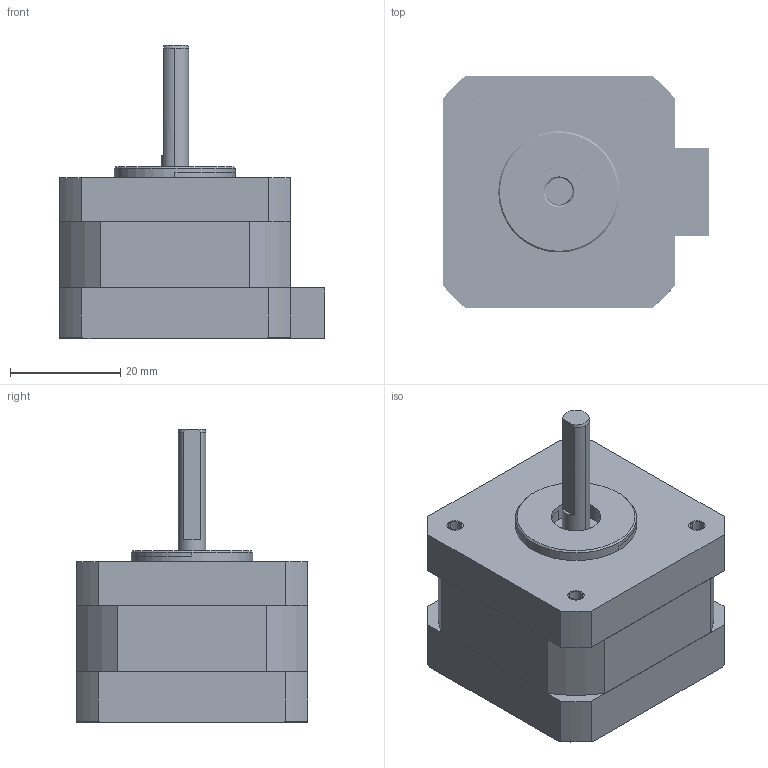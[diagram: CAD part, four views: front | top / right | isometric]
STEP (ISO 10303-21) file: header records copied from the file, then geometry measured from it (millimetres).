
FILE_DESCRIPTION((''),'2;1');
FILE_NAME('MT17HE12003M402_ASM','2023-06-07T10:56:37',('Edison'),(''),'CREO PARAMETRIC BY PTC INC, 2017260','CREO PARAMETRIC BY PTC INC, 2017260','');
FILE_SCHEMA(('CONFIG_CONTROL_DESIGN'));
Products named in the file (9): ST17-120_1_1; FE17-00001_1_1; RE17-00002_2_1; 22M3_1_1; SF50-472-MT17HE12017M401_1_1; BRCP-16-5-5_1_1; ASM0003_ASM_1_ASM_1_ASM; MT17HE12003M402_ASM_1_ASM; MT17HE12003M402_ASM
Assembly tree (12 placements, depth 4):
  MT17HE12003M402_ASM
    MT17HE12003M402_ASM_1_ASM
      ASM0003_ASM_1_ASM_1_ASM
        ST17-120_1_1
        FE17-00001_1_1
        RE17-00002_2_1
        22M3_1_1  x4
        SF50-472-MT17HE12017M401_1_1
        BRCP-16-5-5_1_1  x2
Bounding box: 48.2 x 42 x 53.2 mm (x, y, z)
Volume: 33680.5 mm3; surface area: 23961.7 mm2
Topology: 10 solids, 14 shells, 1097 faces, 3038 edges, 1968 vertices
Faces by surface type: cylinder 666, bspline 216, plane 170, cone 33, sphere 8, torus 4
Entity records: 40634 total; most frequent: CARTESIAN_POINT 30376, ORIENTED_EDGE 2262, DIRECTION 1820, EDGE_CURVE 1139, VERTEX_POINT 748, AXIS2_PLACEMENT_3D 648, VECTOR 524, LINE 524
